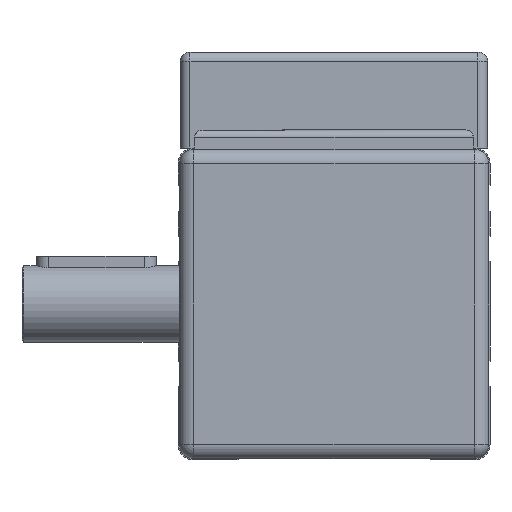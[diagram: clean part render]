
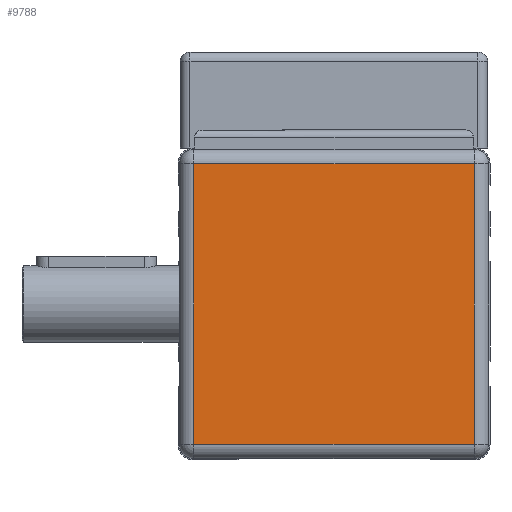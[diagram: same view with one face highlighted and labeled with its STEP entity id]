
A CAD part, front view. The second image highlights one B-rep face of the part: STEP entity #9788.
In plain terms, the highlighted face is planar.
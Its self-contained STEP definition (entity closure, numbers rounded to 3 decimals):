
#9635=CARTESIAN_POINT('',(-25.365,48.318,-85.));
#9636=VERTEX_POINT('',#9635);
#9644=CARTESIAN_POINT('',(-25.365,-10.182,-85.));
#9645=VERTEX_POINT('',#9644);
#9646=CARTESIAN_POINT('',(-25.365,48.318,-85.));
#9647=DIRECTION('',(0.0,-1.0,0.0));
#9648=VECTOR('',#9647,58.5);
#9649=LINE('',#9646,#9648);
#9650=EDGE_CURVE('',#9636,#9645,#9649,.T.);
#9745=CARTESIAN_POINT('',(33.135,-10.182,-85.));
#9746=VERTEX_POINT('',#9745);
#9747=CARTESIAN_POINT('',(33.135,-10.182,-85.));
#9748=DIRECTION('',(-1.0,0.0,0.0));
#9749=VECTOR('',#9748,58.5);
#9750=LINE('',#9747,#9749);
#9751=EDGE_CURVE('',#9746,#9645,#9750,.T.);
#9765=CARTESIAN_POINT('',(3.885,19.068,-85.));
#9766=DIRECTION('',(0.0,0.0,-1.0));
#9767=DIRECTION('',(-1.0,0.0,0.0));
#9768=AXIS2_PLACEMENT_3D('',#9765,#9766,#9767);
#9769=PLANE('',#9768);
#9770=CARTESIAN_POINT('',(33.135,48.318,-85.));
#9771=VERTEX_POINT('',#9770);
#9772=CARTESIAN_POINT('',(33.135,48.318,-85.));
#9773=DIRECTION('',(-1.0,0.0,0.0));
#9774=VECTOR('',#9773,58.5);
#9775=LINE('',#9772,#9774);
#9776=EDGE_CURVE('',#9771,#9636,#9775,.T.);
#9777=ORIENTED_EDGE('',*,*,#9776,.F.);
#9778=CARTESIAN_POINT('',(33.135,-10.182,-85.));
#9779=DIRECTION('',(0.0,1.0,0.0));
#9780=VECTOR('',#9779,58.5);
#9781=LINE('',#9778,#9780);
#9782=EDGE_CURVE('',#9746,#9771,#9781,.T.);
#9783=ORIENTED_EDGE('',*,*,#9782,.F.);
#9784=ORIENTED_EDGE('',*,*,#9751,.T.);
#9785=ORIENTED_EDGE('',*,*,#9650,.F.);
#9786=EDGE_LOOP('',(#9777,#9783,#9784,#9785));
#9787=FACE_OUTER_BOUND('',#9786,.T.);
#9788=ADVANCED_FACE('',(#9787),#9769,.T.);
